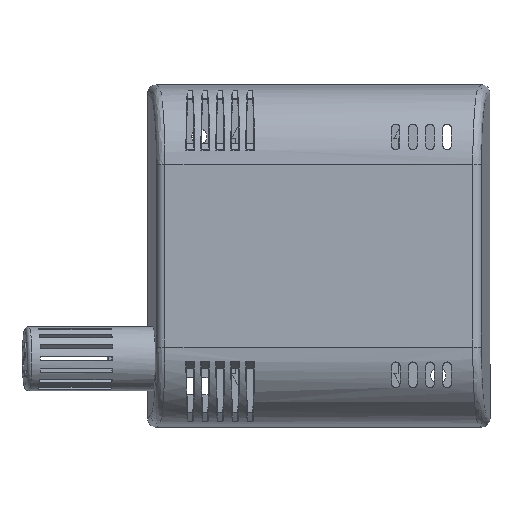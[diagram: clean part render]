
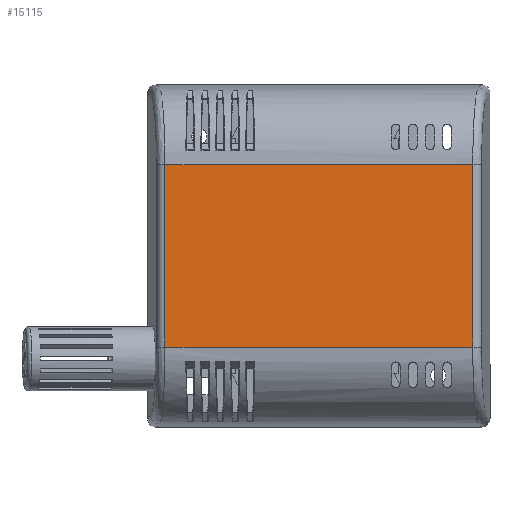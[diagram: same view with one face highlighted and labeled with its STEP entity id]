
A CAD part, top view. The second image highlights one B-rep face of the part: STEP entity #15115.
In plain terms, the highlighted face is planar.
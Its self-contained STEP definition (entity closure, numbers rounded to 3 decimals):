
#1485=PLANE('',#16233);
#2274=FACE_OUTER_BOUND('',#3145,.T.);
#3145=EDGE_LOOP('',(#14202,#14203,#14204,#14205));
#4921=LINE('',#26788,#6226);
#4974=LINE('',#27507,#6279);
#5154=LINE('',#28574,#6459);
#5156=LINE('',#28614,#6461);
#6226=VECTOR('',#19048,10.);
#6279=VECTOR('',#19199,10.);
#6459=VECTOR('',#19685,10.);
#6461=VECTOR('',#19693,10.);
#7613=VERTEX_POINT('',#26784);
#7615=VERTEX_POINT('',#26787);
#7701=VERTEX_POINT('',#27502);
#7702=VERTEX_POINT('',#27505);
#9589=EDGE_CURVE('',#7613,#7615,#4921,.T.);
#9710=EDGE_CURVE('',#7702,#7701,#4974,.T.);
#9976=EDGE_CURVE('',#7701,#7613,#5154,.T.);
#9979=EDGE_CURVE('',#7615,#7702,#5156,.T.);
#14202=ORIENTED_EDGE('',*,*,#9976,.F.);
#14203=ORIENTED_EDGE('',*,*,#9710,.F.);
#14204=ORIENTED_EDGE('',*,*,#9979,.F.);
#14205=ORIENTED_EDGE('',*,*,#9589,.F.);
#15115=ADVANCED_FACE('',(#2274),#1485,.T.);
#16233=AXIS2_PLACEMENT_3D('',#28613,#19691,#19692);
#19048=DIRECTION('',(0.,0.,-1.));
#19199=DIRECTION('',(0.,0.,1.));
#19685=DIRECTION('',(-1.,0.,0.));
#19691=DIRECTION('center_axis',(0.,1.,0.));
#19692=DIRECTION('ref_axis',(0.,0.,1.));
#19693=DIRECTION('',(1.,0.,0.));
#26784=CARTESIAN_POINT('',(18.681,25.,75.98));
#26787=CARTESIAN_POINT('',(18.681,25.,4.02));
#26788=CARTESIAN_POINT('',(18.681,25.,0.));
#27502=CARTESIAN_POINT('',(61.319,25.,75.98));
#27505=CARTESIAN_POINT('',(61.319,25.,4.02));
#27507=CARTESIAN_POINT('',(61.319,25.,0.));
#28574=CARTESIAN_POINT('',(20.,25.,75.98));
#28613=CARTESIAN_POINT('Origin',(0.,25.,0.));
#28614=CARTESIAN_POINT('',(20.,25.,4.02));
